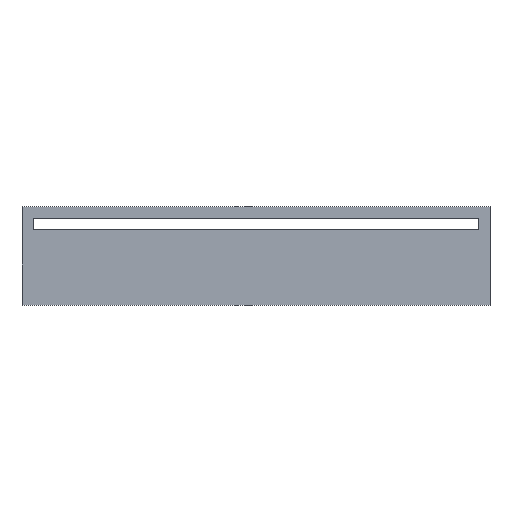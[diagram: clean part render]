
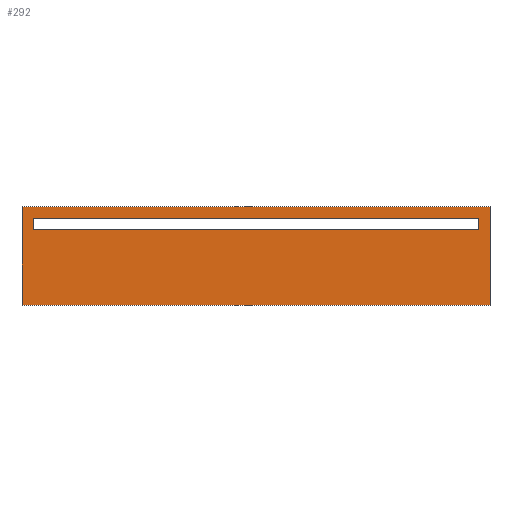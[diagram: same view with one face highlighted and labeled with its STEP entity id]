
A CAD part, top view. The second image highlights one B-rep face of the part: STEP entity #292.
In plain terms, the highlighted planar face has unit normal (0, 0, 1).
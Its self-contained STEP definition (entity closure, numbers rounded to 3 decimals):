
#42=CARTESIAN_POINT('',(210.,-23.67,10.));
#43=VERTEX_POINT('',#42);
#50=CARTESIAN_POINT('',(-590.,-23.67,10.));
#51=VERTEX_POINT('',#50);
#52=CARTESIAN_POINT('',(-590.,-23.67,10.));
#53=DIRECTION('',(1.,0.,0.));
#54=VECTOR('',#53,800.);
#55=LINE('',#52,#54);
#56=EDGE_CURVE('',#51,#43,#55,.T.);
#80=CARTESIAN_POINT('',(210.,-43.67,10.));
#81=VERTEX_POINT('',#80);
#88=CARTESIAN_POINT('',(210.,-23.67,10.));
#89=DIRECTION('',(0.,-1.,0.));
#90=VECTOR('',#89,20.);
#91=LINE('',#88,#90);
#92=EDGE_CURVE('',#43,#81,#91,.T.);
#111=CARTESIAN_POINT('',(-590.,-43.67,10.));
#112=VERTEX_POINT('',#111);
#119=CARTESIAN_POINT('',(210.,-43.67,10.));
#120=DIRECTION('',(-1.,-0.,0.));
#121=VECTOR('',#120,800.);
#122=LINE('',#119,#121);
#123=EDGE_CURVE('',#81,#112,#122,.T.);
#144=CARTESIAN_POINT('',(230.,-3.67,10.));
#145=VERTEX_POINT('',#144);
#152=CARTESIAN_POINT('',(230.,-179.67,10.));
#153=VERTEX_POINT('',#152);
#154=CARTESIAN_POINT('',(230.,-3.67,10.));
#155=DIRECTION('',(0.,-1.,0.));
#156=VECTOR('',#155,176.);
#157=LINE('',#154,#156);
#158=EDGE_CURVE('',#145,#153,#157,.T.);
#182=CARTESIAN_POINT('',(-610.,-3.67,10.));
#183=VERTEX_POINT('',#182);
#190=CARTESIAN_POINT('',(-610.,-3.67,10.));
#191=DIRECTION('',(1.,0.,0.));
#192=VECTOR('',#191,840.);
#193=LINE('',#190,#192);
#194=EDGE_CURVE('',#183,#145,#193,.T.);
#213=CARTESIAN_POINT('',(-610.,-179.67,10.));
#214=VERTEX_POINT('',#213);
#221=CARTESIAN_POINT('',(-610.,-179.67,10.));
#222=DIRECTION('',(0.,1.,0.));
#223=VECTOR('',#222,176.);
#224=LINE('',#221,#223);
#225=EDGE_CURVE('',#214,#183,#224,.T.);
#243=CARTESIAN_POINT('',(230.,-179.67,10.));
#244=DIRECTION('',(-1.,-0.,0.));
#245=VECTOR('',#244,840.);
#246=LINE('',#243,#245);
#247=EDGE_CURVE('',#153,#214,#246,.T.);
#265=CARTESIAN_POINT('',(-590.,-43.67,10.));
#266=DIRECTION('',(0.,1.,0.));
#267=VECTOR('',#266,20.);
#268=LINE('',#265,#267);
#269=EDGE_CURVE('',#112,#51,#268,.T.);
#275=CARTESIAN_POINT('',(0.,0.,10.));
#276=DIRECTION('',(0.,0.,1.));
#277=DIRECTION('',(1.,0.,0.));
#278=AXIS2_PLACEMENT_3D('',#275,#276,#277);
#279=PLANE('',#278);
#280=ORIENTED_EDGE('',*,*,#158,.F.);
#281=ORIENTED_EDGE('',*,*,#194,.F.);
#282=ORIENTED_EDGE('',*,*,#225,.F.);
#283=ORIENTED_EDGE('',*,*,#247,.F.);
#284=EDGE_LOOP('',(#280,#281,#282,#283));
#285=FACE_BOUND('',#284,.T.);
#286=ORIENTED_EDGE('',*,*,#56,.T.);
#287=ORIENTED_EDGE('',*,*,#92,.T.);
#288=ORIENTED_EDGE('',*,*,#123,.T.);
#289=ORIENTED_EDGE('',*,*,#269,.T.);
#290=EDGE_LOOP('',(#286,#287,#288,#289));
#291=FACE_BOUND('',#290,.T.);
#292=ADVANCED_FACE('',(#285,#291),#279,.T.);
